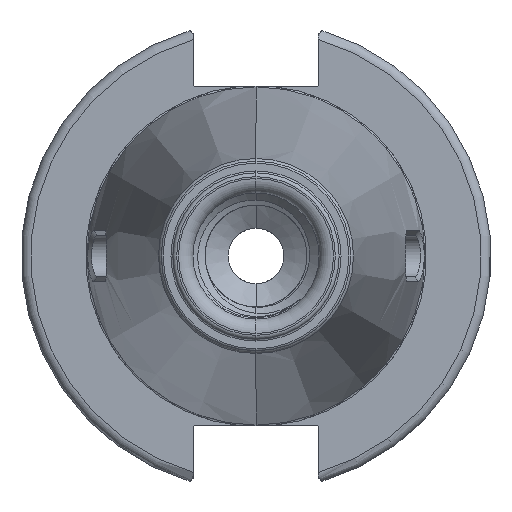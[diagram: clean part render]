
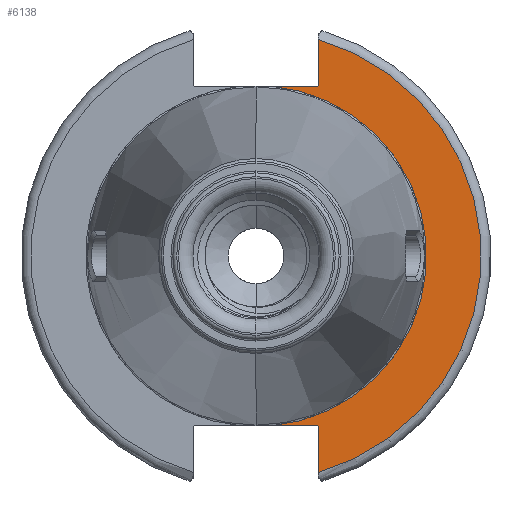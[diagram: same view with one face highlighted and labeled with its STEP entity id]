
A CAD part, left-side view. The second image highlights one B-rep face of the part: STEP entity #6138.
In plain terms, the highlighted planar face has unit normal (-1, 0, 0).
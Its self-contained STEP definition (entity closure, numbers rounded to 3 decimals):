
#582 = CARTESIAN_POINT ( 'NONE',  ( -6., -2.994, -35.2 ) ) ;
#583 = CARTESIAN_POINT ( 'NONE',  ( -6., -2.994, 35.2 ) ) ;
#613 = FACE_OUTER_BOUND ( 'NONE', #4187, .T. ) ;
#1259 = ORIENTED_EDGE ( 'NONE', *, *, #6188, .T. ) ;
#1264 = ORIENTED_EDGE ( 'NONE', *, *, #6189, .T. ) ;
#1265 = ORIENTED_EDGE ( 'NONE', *, *, #6187, .T. ) ;
#1266 = ORIENTED_EDGE ( 'NONE', *, *, #6190, .T. ) ;
#1318 = VERTEX_POINT ( 'NONE', #7564 ) ;
#1319 = VERTEX_POINT ( 'NONE', #7565 ) ;
#1320 = VERTEX_POINT ( 'NONE', #7566 ) ;
#1321 = VERTEX_POINT ( 'NONE', #7567 ) ;
#1810 = ORIENTED_EDGE ( 'NONE', *, *, #6191, .T. ) ;
#1811 = ORIENTED_EDGE ( 'NONE', *, *, #6192, .T. ) ;
#1812 = ORIENTED_EDGE ( 'NONE', *, *, #6055, .F. ) ;
#1813 = ORIENTED_EDGE ( 'NONE', *, *, #6193, .T. ) ;
#2606 = PLANE ( 'NONE',  #7480 ) ;
#2607 = CARTESIAN_POINT ( 'NONE',  ( -6., 35.327, 0. ) ) ;
#2608 = DIRECTION ( 'NONE',  ( 1., 0., 0. ) ) ;
#2609 = DIRECTION ( 'NONE',  ( 0., 0., -1. ) ) ;
#2667 = VERTEX_POINT ( 'NONE', #3758 ) ;
#2669 = VERTEX_POINT ( 'NONE', #3760 ) ;
#3082 = CARTESIAN_POINT ( 'NONE',  ( -6., 0., 0. ) ) ;
#3083 = DIRECTION ( 'NONE',  ( -1., 0., 0. ) ) ;
#3084 = DIRECTION ( 'NONE',  ( 0., 0., 1. ) ) ;
#3414 = AXIS2_PLACEMENT_3D ( 'NONE', #3082, #3083, #3084 ) ;
#3539 = CARTESIAN_POINT ( 'NONE',  ( -6., -12.785, -35.3 ) ) ;
#3540 = LINE ( 'NONE', #3541, #8677 ) ;
#3541 = CARTESIAN_POINT ( 'NONE',  ( -6., -12.885, 0. ) ) ;
#3542 = DIRECTION ( 'NONE',  ( 0., 0., -1. ) ) ;
#3543 = DIRECTION ( 'NONE',  ( 1., 0., 0. ) ) ;
#3544 = DIRECTION ( 'NONE',  ( 0., 0., -1. ) ) ;
#3545 = CARTESIAN_POINT ( 'NONE',  ( -6., 0., 0. ) ) ;
#3546 = DIRECTION ( 'NONE',  ( -1., 0., 0. ) ) ;
#3547 = DIRECTION ( 'NONE',  ( 0., 0., -1. ) ) ;
#3548 = CARTESIAN_POINT ( 'NONE',  ( -6., -12.785, 35.3 ) ) ;
#3549 = LINE ( 'NONE', #3550, #8698 ) ;
#3550 = CARTESIAN_POINT ( 'NONE',  ( -6., -12.885, 0. ) ) ;
#3551 = DIRECTION ( 'NONE',  ( 0., 0., -1. ) ) ;
#3552 = DIRECTION ( 'NONE',  ( 1., 0., 0. ) ) ;
#3553 = DIRECTION ( 'NONE',  ( 0., 0., -1. ) ) ;
#3555 = LINE ( 'NONE', #3556, #8699 ) ;
#3556 = CARTESIAN_POINT ( 'NONE',  ( -6., 35.327, 35.2 ) ) ;
#3557 = DIRECTION ( 'NONE',  ( 0., 1., 0. ) ) ;
#3558 = LINE ( 'NONE', #3559, #8696 ) ;
#3559 = CARTESIAN_POINT ( 'NONE',  ( -6., 35.327, -35.2 ) ) ;
#3560 = DIRECTION ( 'NONE',  ( 0., -1., 0. ) ) ;
#3758 = CARTESIAN_POINT ( 'NONE',  ( -6., -12.885, 35.3 ) ) ;
#3760 = CARTESIAN_POINT ( 'NONE',  ( -6., -12.785, 35.2 ) ) ;
#4187 = EDGE_LOOP ( 'NONE', ( #1259, #1265, #1264, #1266, #1810, #1811, #1812, #1813 ) ) ;
#6055 = EDGE_CURVE ( 'NONE', #8153, #8154, #6320, .T. ) ;
#6138 = ADVANCED_FACE ( 'NONE', ( #613 ), #2606, .F. ) ;
#6187 = EDGE_CURVE ( 'NONE', #1319, #1320, #3540, .T. ) ;
#6188 = EDGE_CURVE ( 'NONE', #1318, #1319, #6369, .T. ) ;
#6189 = EDGE_CURVE ( 'NONE', #1320, #1321, #6370, .T. ) ;
#6190 = EDGE_CURVE ( 'NONE', #1321, #2667, #3549, .T. ) ;
#6191 = EDGE_CURVE ( 'NONE', #2667, #2669, #6371, .T. ) ;
#6192 = EDGE_CURVE ( 'NONE', #2669, #8154, #3555, .T. ) ;
#6193 = EDGE_CURVE ( 'NONE', #8153, #1318, #3558, .T. ) ;
#6320 = CIRCLE ( 'NONE', #3414, 35.327 ) ;
#6369 = CIRCLE ( 'NONE', #8694, 0.1 ) ;
#6370 = CIRCLE ( 'NONE', #8695, 46.65 ) ;
#6371 = CIRCLE ( 'NONE', #8685, 0.1 ) ;
#7480 = AXIS2_PLACEMENT_3D ( 'NONE', #2607, #2608, #2609 ) ;
#7564 = CARTESIAN_POINT ( 'NONE',  ( -6., -12.785, -35.2 ) ) ;
#7565 = CARTESIAN_POINT ( 'NONE',  ( -6., -12.885, -35.3 ) ) ;
#7566 = CARTESIAN_POINT ( 'NONE',  ( -6., -12.885, -44.835 ) ) ;
#7567 = CARTESIAN_POINT ( 'NONE',  ( -6., -12.885, 44.835 ) ) ;
#8153 = VERTEX_POINT ( 'NONE', #582 ) ;
#8154 = VERTEX_POINT ( 'NONE', #583 ) ;
#8677 = VECTOR ( 'NONE', #3542, 1000. ) ;
#8685 = AXIS2_PLACEMENT_3D ( 'NONE', #3548, #3552, #3553 ) ;
#8694 = AXIS2_PLACEMENT_3D ( 'NONE', #3539, #3543, #3544 ) ;
#8695 = AXIS2_PLACEMENT_3D ( 'NONE', #3545, #3546, #3547 ) ;
#8696 = VECTOR ( 'NONE', #3560, 1000. ) ;
#8698 = VECTOR ( 'NONE', #3551, 1000. ) ;
#8699 = VECTOR ( 'NONE', #3557, 1000. ) ;
